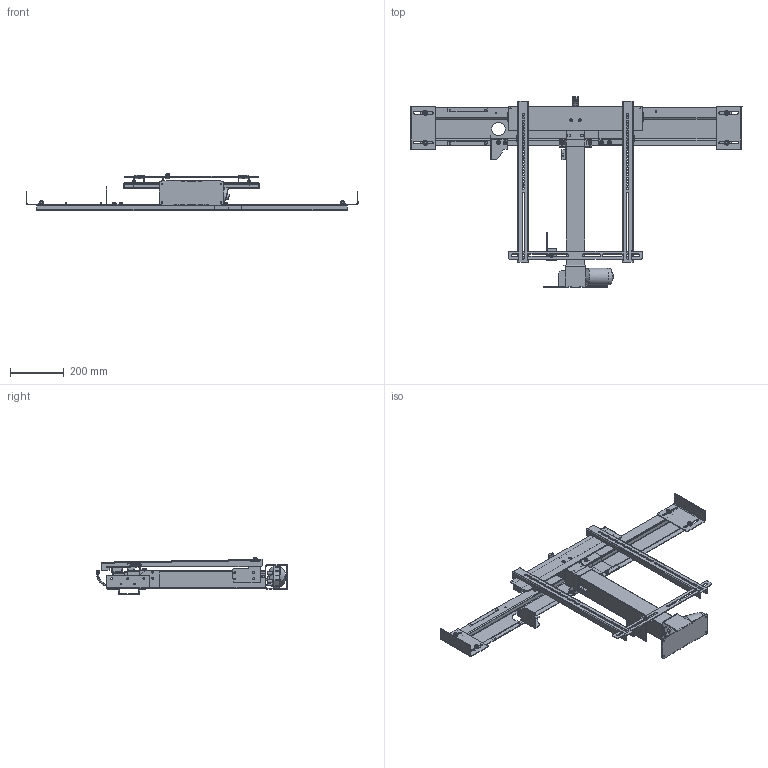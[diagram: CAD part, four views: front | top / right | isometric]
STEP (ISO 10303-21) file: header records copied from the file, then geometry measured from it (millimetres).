
FILE_DESCRIPTION((''),'2;1');
FILE_NAME('P1.00.00 PODNOŚNIK K1 PREMIUM_uproszczone.stp','2018-10-31T13:50:10',('m.krzysiek'),(''),'Autodesk Inventor 2011','Autodesk Inventor 2011','');
FILE_SCHEMA(('AUTOMOTIVE_DESIGN { 1 0 10303 214 1 1 1 1 }'));
Length unit declared in the file: millimetre
Products named in the file (45): P1.00.00; E1.01.00 Moduł napędu_Model uproszczony; KE.09.00 Zespł podstawy K_Model uproszczony; KE.09.01 Moduł podstawy; KE.09.01.01 Płytka silnika; PK.09.01.02 Podstawa; KE.09.01.03 Uchwyt sztycy pionowej; SILNIK 107.692_FCEE; PK.03.00 Oslona krancowki; K1.01.02 Zespół teleskopu K1_uproszczony; K1.01.02.01 Profil zewnętrzny; K1.01.02.02 Profil pośredni; K1.01.02.03 Profil wewnętrzny; K1.01.03 Zabierak wieka; P1.02.00 Uchwyt telewizora _PREM; P1.02.01; KP.21.00_Uchwyt łańcucha; E1.02.00 Uchwyt telewizora _Standard; K1.02.01 Moduł belki nośnej; K1.02.01.01 Belka pozioma_B3M; K1.02.01.02 Nakładka belki; PK.01.01 Tulejka belki; K1.02.02 Belka pionowa; PK.01.03 Blokada zawiesia; ISO 7380 M4 x 8; ISO 8678 M8 x 16; ISO 7089 8 - 140 HV; ISO 4032 M8; PK.02.00 Uchwyt teleskopu; PK.02.01 Uchwyt teleskopu_blacha; PK.02.02 Nakładka filcowa; Filc_CZ-3x20x530_K1; P1.03.00_Zespł mocowaniaK1; KP.12.00 Bleka mocowania podnośnika długa (714mm); KP.12.01 Bleka mocowania podnośnika Długa(714mm); KP.17.00 Zawiesie sterownika; FH-MX-XX-ST M6x1-12; FH-MX-XX-ST M8x1.25-18; ISO 4161 M6; KP.10.00 Kątownik belki ...
Assembly tree (72 placements, depth 5):
  P1.00.00
    E1.01.00 Moduł napędu_Model uproszczony
      KE.09.00 Zespł podstawy K_Model uproszczony
        KE.09.01 Moduł podstawy
          KE.09.01.01 Płytka silnika
          PK.09.01.02 Podstawa
          KE.09.01.03 Uchwyt sztycy pionowej
        SILNIK 107.692_FCEE
      PK.03.00 Oslona krancowki
      K1.01.02 Zespół teleskopu K1_uproszczony
        K1.01.02.01 Profil zewnętrzny
        K1.01.02.02 Profil pośredni
        K1.01.02.03 Profil wewnętrzny
      K1.01.03 Zabierak wieka
    P1.02.00 Uchwyt telewizora _PREM
      P1.02.01
      KP.21.00_Uchwyt łańcucha
      E1.02.00 Uchwyt telewizora _Standard
        K1.02.01 Moduł belki nośnej
          K1.02.01.01 Belka pozioma_B3M
          K1.02.01.02 Nakładka belki
          PK.01.01 Tulejka belki  x2
        K1.02.02 Belka pionowa  x2
        PK.01.03 Blokada zawiesia  x2
        ISO 7380 M4 x 8  x4
      ISO 8678 M8 x 16
      ISO 7089 8 - 140 HV
      ISO 4032 M8
    PK.02.00 Uchwyt teleskopu
      PK.02.01 Uchwyt teleskopu_blacha
      PK.02.02 Nakładka filcowa
    Filc_CZ-3x20x530_K1
    P1.03.00_Zespł mocowaniaK1
      KP.12.00 Bleka mocowania podnośnika długa (714mm)
        KP.12.01 Bleka mocowania podnośnika Długa(714mm)
        KP.17.00 Zawiesie sterownika  x2
        FH-MX-XX-ST M6x1-12  x8
        FH-MX-XX-ST M8x1.25-18  x2
      ISO 4161 M6  x6
      KP.10.00 Kątownik belki  x2
      KP.22.00 Wspornik łańcucha
      KP.13.00 Bleka mocowania podnośnika krótka (494mm)
        KP.16.00 Wspornik belki
        KP.13.01 Bleka mocowania podnośnika krótka(443mm)
        FH-MX-XX-ST M8x1.25-18  x2
      ISO 4161 M8  x4
    ISO 4161 M6  x2
Bounding box: 1237 x 711.05 x 139.8 mm (x, y, z)
Volume: 2403776.3 mm3; surface area: 1941675.1 mm2
Topology: 61 solids, 61 shells, 2612 faces, 6648 edges, 4149 vertices
Faces by surface type: plane 1631, cylinder 762, cone 193, torus 23, bspline 2, sphere 1
Full cylindrical faces by diameter (mm): 1.567 x2, 2.5 x3, 3 x1, 3.2 x2, 3.242 x8, 3.8 x1, 4 x8, 4.1 x8, 4.2 x2, 4.5 x6, 4.917 x8, 5 x5, 5.2 x2, 5.5 x4, 5.6 x8, 6 x11, 6.1 x8, 6.6 x2, 6.647 x5, 7 x18, 7.5 x6, 7.6 x8, 8 x15, 8.1 x2, 8.2 x2, 8.4 x1, 8.5 x46, 10 x9, 11 x3, 12 x3
Entity records: 45574 total; most frequent: DIRECTION 7847, CARTESIAN_POINT 7812, ORIENTED_EDGE 7210, EDGE_CURVE 3605, AXIS2_PLACEMENT_3D 2731, VECTOR 2385, LINE 2385, VERTEX_POINT 2357
